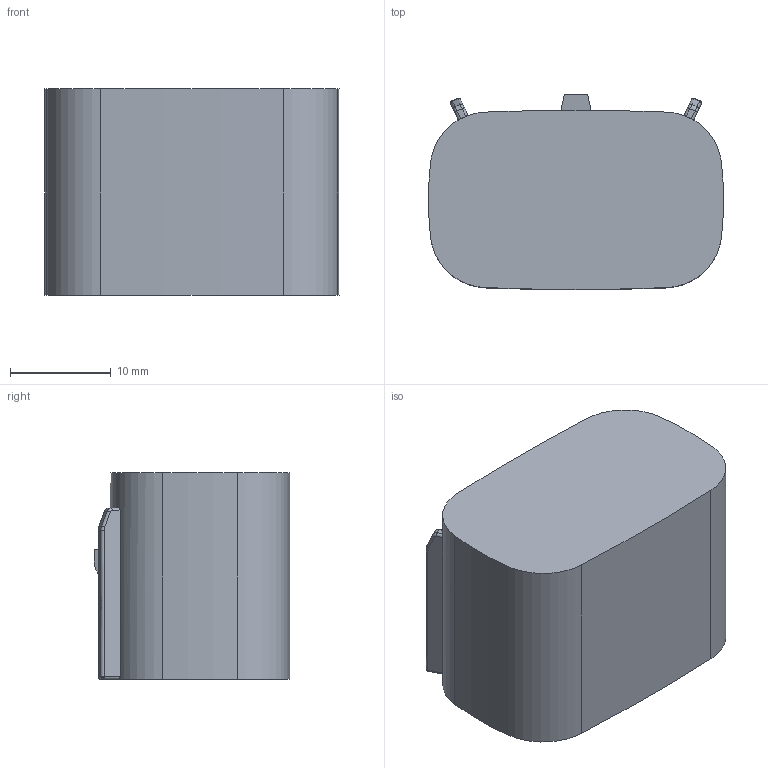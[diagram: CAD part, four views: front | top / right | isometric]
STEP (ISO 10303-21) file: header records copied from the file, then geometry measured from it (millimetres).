
FILE_DESCRIPTION(('CoCreate Modeling STEP Export'),'2;1');
FILE_NAME('CM-150-S-012-2-D01.stp','2015-02-12T15:07:13',(''),(''),'CoCreate Modeling STEP processor for AP214 (Solid Model)','CoCreate Modeling 17.0B 09-Oct-2010 (C) Parametric Technology GmbH','');
FILE_SCHEMA(('AUTOMOTIVE_DESIGN { 1 0 10303 214 1 1 1 1 }'));
Length unit declared in the file: millimetre
Products named in the file (2): CM-150-S-012-2-D01
Assembly tree (1 placements, depth 2):
  CM-150-S-012-2-D01
    CM-150-S-012-2-D01
Bounding box: 29.28 x 19.39 x 20.5 mm (x, y, z)
Volume: 3087 mm3; surface area: 4546.4 mm2
Topology: 1 solids, 1 shells, 222 faces, 581 edges, 374 vertices
Faces by surface type: plane 103, cylinder 85, torus 14, bspline 10, cone 8, sphere 2
Entity records: 7816 total; most frequent: CARTESIAN_POINT 2241, DIRECTION 1167, ORIENTED_EDGE 1158, EDGE_CURVE 579, AXIS2_PLACEMENT_3D 412, VERTEX_POINT 374, VECTOR 343, LINE 343
